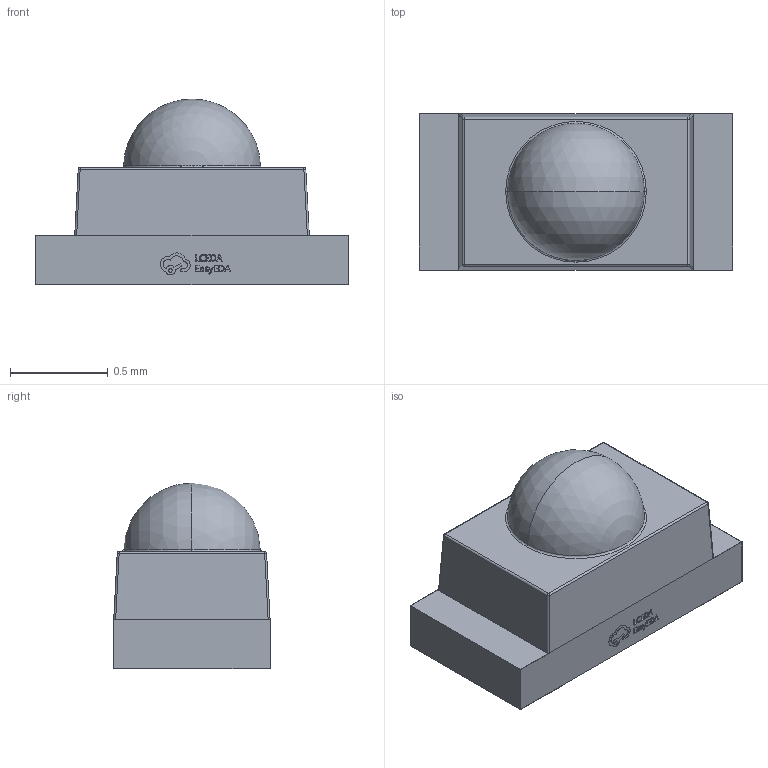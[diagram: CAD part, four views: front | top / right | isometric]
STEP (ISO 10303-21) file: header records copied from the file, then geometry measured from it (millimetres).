
FILE_DESCRIPTION (( 'STEP AP214' ), '1' );
FILE_NAME ('LED0603-RD-1.STEP', '2025-02-27T11:24:17', ( '' ), ( '' ), 'SwSTEP 2.0', 'SolidWorks 2020', '' );
FILE_SCHEMA (( 'AUTOMOTIVE_DESIGN' ));
Length unit declared in the file: millimetre
Products named in the file (1): LED0603-RD-1
Bounding box: 1.6 x 0.8 x 0.95 mm (x, y, z)
Volume: 0.7 mm3; surface area: 9.9 mm2
Topology: 18 solids, 18 shells, 284 faces, 728 edges, 481 vertices
Faces by surface type: plane 170, bspline 98, cylinder 8, sphere 6, torus 2
Entity records: 12375 total; most frequent: CARTESIAN_POINT 2812, ORIENTED_EDGE 1456, DIRECTION 918, EDGE_CURVE 728, VECTOR 504, LINE 504, VERTEX_POINT 481, UNCERTAINTY_MEASURE_WITH_UNIT 304
